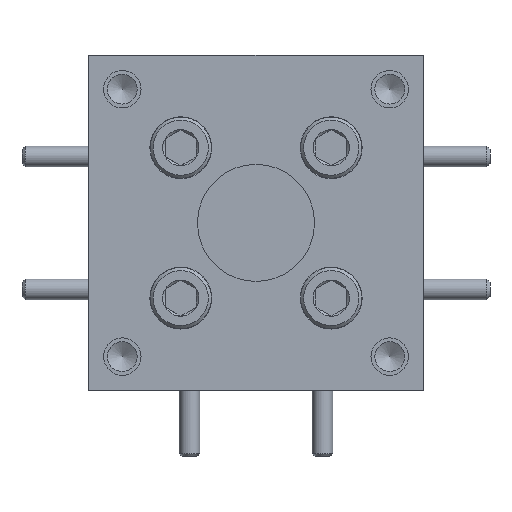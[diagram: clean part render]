
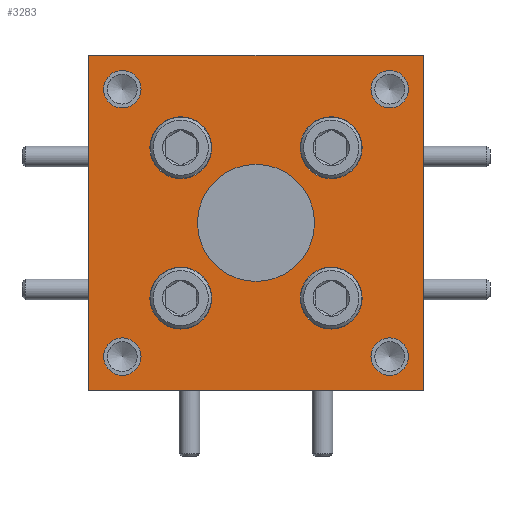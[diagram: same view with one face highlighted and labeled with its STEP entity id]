
A CAD part, front view. The second image highlights one B-rep face of the part: STEP entity #3283.
In plain terms, the highlighted planar face has unit normal (0, -1, 0).
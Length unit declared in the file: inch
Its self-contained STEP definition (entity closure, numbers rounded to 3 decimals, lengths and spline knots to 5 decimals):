
#12 = ORIENTED_EDGE ( 'NONE', *, *, #353, .T. ) ;
#34 = CARTESIAN_POINT ( 'NONE',  ( 0.5, -0.44, 0.5 ) ) ;
#99 = FACE_BOUND ( 'NONE', #5800, .T. ) ;
#160 = ORIENTED_EDGE ( 'NONE', *, *, #5155, .F. ) ;
#241 = DIRECTION ( 'NONE',  ( 1., 0., 0. ) ) ;
#298 = VERTEX_POINT ( 'NONE', #1040 ) ;
#353 = EDGE_CURVE ( 'NONE', #5707, #7915, #7347, .T. ) ;
#416 = EDGE_LOOP ( 'NONE', ( #160 ) ) ;
#432 = CARTESIAN_POINT ( 'NONE',  ( 0.4, -0.44, -0.456 ) ) ;
#456 = EDGE_LOOP ( 'NONE', ( #5092, #7569, #2618, #12 ) ) ;
#620 = AXIS2_PLACEMENT_3D ( 'NONE', #1237, #4696, #6213 ) ;
#655 = FACE_BOUND ( 'NONE', #1308, .T. ) ;
#743 = FACE_BOUND ( 'NONE', #8221, .T. ) ;
#861 = EDGE_LOOP ( 'NONE', ( #7088 ) ) ;
#875 = ORIENTED_EDGE ( 'NONE', *, *, #8629, .F. ) ;
#944 = CARTESIAN_POINT ( 'NONE',  ( -0.5, -0.44, -0.5 ) ) ;
#1040 = CARTESIAN_POINT ( 'NONE',  ( 0.4, -0.44, 0.344 ) ) ;
#1062 = CARTESIAN_POINT ( 'NONE',  ( 0.225, -0.44, 0.1325 ) ) ;
#1218 = VERTEX_POINT ( 'NONE', #9119 ) ;
#1237 = CARTESIAN_POINT ( 'NONE',  ( 0.225, -0.44, 0.225 ) ) ;
#1308 = EDGE_LOOP ( 'NONE', ( #875 ) ) ;
#1344 = FACE_BOUND ( 'NONE', #7425, .T. ) ;
#1391 = FACE_BOUND ( 'NONE', #416, .T. ) ;
#1521 = DIRECTION ( 'NONE',  ( 0., 0., -1. ) ) ;
#1597 = AXIS2_PLACEMENT_3D ( 'NONE', #2474, #5302, #4603 ) ;
#1615 = CARTESIAN_POINT ( 'NONE',  ( 0.4, -0.44, -0.4 ) ) ;
#1753 = VECTOR ( 'NONE', #5655, 39.37008 ) ;
#1816 = DIRECTION ( 'NONE',  ( 0., -1., 0. ) ) ;
#1926 = EDGE_CURVE ( 'NONE', #7242, #7242, #8224, .T. ) ;
#2413 = AXIS2_PLACEMENT_3D ( 'NONE', #6918, #3547, #6361 ) ;
#2449 = EDGE_LOOP ( 'NONE', ( #3576 ) ) ;
#2474 = CARTESIAN_POINT ( 'NONE',  ( -0.225, -0.44, -0.225 ) ) ;
#2488 = EDGE_CURVE ( 'NONE', #5707, #5954, #8874, .T. ) ;
#2523 = VERTEX_POINT ( 'NONE', #8104 ) ;
#2534 = DIRECTION ( 'NONE',  ( 0., 0., -1. ) ) ;
#2538 = AXIS2_PLACEMENT_3D ( 'NONE', #9053, #7022, #1521 ) ;
#2584 = CIRCLE ( 'NONE', #6563, 0.056 ) ;
#2618 = ORIENTED_EDGE ( 'NONE', *, *, #2488, .F. ) ;
#2856 = EDGE_CURVE ( 'NONE', #7374, #7374, #8870, .T. ) ;
#2906 = CARTESIAN_POINT ( 'NONE',  ( -0.5, -0.44, 0.5 ) ) ;
#2923 = ORIENTED_EDGE ( 'NONE', *, *, #6841, .F. ) ;
#2966 = VERTEX_POINT ( 'NONE', #7262 ) ;
#3005 = CIRCLE ( 'NONE', #2413, 0.175 ) ;
#3137 = CARTESIAN_POINT ( 'NONE',  ( -0.4, -0.44, 0.4 ) ) ;
#3283 = ADVANCED_FACE ( 'NONE', ( #99, #655, #8355, #1344, #743, #4157, #1391, #3514, #6973, #7108 ), #6930, .F. ) ;
#3296 = AXIS2_PLACEMENT_3D ( 'NONE', #6525, #8126, #8085 ) ;
#3327 = EDGE_CURVE ( 'NONE', #6085, #6085, #9029, .T. ) ;
#3514 = FACE_BOUND ( 'NONE', #9006, .T. ) ;
#3547 = DIRECTION ( 'NONE',  ( 0., -1., 0. ) ) ;
#3553 = EDGE_CURVE ( 'NONE', #7915, #1218, #5963, .T. ) ;
#3576 = ORIENTED_EDGE ( 'NONE', *, *, #7566, .F. ) ;
#3622 = AXIS2_PLACEMENT_3D ( 'NONE', #3137, #8678, #7432 ) ;
#3731 = AXIS2_PLACEMENT_3D ( 'NONE', #2906, #7752, #7704 ) ;
#3776 = EDGE_CURVE ( 'NONE', #5954, #1218, #6743, .T. ) ;
#3785 = CARTESIAN_POINT ( 'NONE',  ( -0.225, -0.44, -0.3175 ) ) ;
#3883 = VECTOR ( 'NONE', #2534, 39.37008 ) ;
#3948 = CARTESIAN_POINT ( 'NONE',  ( 0.4, -0.44, 0.4 ) ) ;
#3994 = ORIENTED_EDGE ( 'NONE', *, *, #2856, .F. ) ;
#4003 = VERTEX_POINT ( 'NONE', #7554 ) ;
#4157 = FACE_BOUND ( 'NONE', #861, .T. ) ;
#4414 = EDGE_CURVE ( 'NONE', #4003, #4003, #4625, .T. ) ;
#4504 = CIRCLE ( 'NONE', #3622, 0.056 ) ;
#4603 = DIRECTION ( 'NONE',  ( 0., 0., -1. ) ) ;
#4615 = DIRECTION ( 'NONE',  ( 0., -1., 0. ) ) ;
#4625 = CIRCLE ( 'NONE', #3296, 0.056 ) ;
#4636 = DIRECTION ( 'NONE',  ( 1., 0., 0. ) ) ;
#4696 = DIRECTION ( 'NONE',  ( 0., -1., 0. ) ) ;
#4798 = CARTESIAN_POINT ( 'NONE',  ( 0.225, -0.44, -0.225 ) ) ;
#5092 = ORIENTED_EDGE ( 'NONE', *, *, #3553, .T. ) ;
#5155 = EDGE_CURVE ( 'NONE', #2523, #2523, #7402, .T. ) ;
#5163 = EDGE_LOOP ( 'NONE', ( #9080 ) ) ;
#5302 = DIRECTION ( 'NONE',  ( 0., -1., 0. ) ) ;
#5344 = CARTESIAN_POINT ( 'NONE',  ( -0.225, -0.44, 0.1325 ) ) ;
#5350 = ORIENTED_EDGE ( 'NONE', *, *, #8704, .F. ) ;
#5371 = VERTEX_POINT ( 'NONE', #8692 ) ;
#5519 = CIRCLE ( 'NONE', #7873, 0.056 ) ;
#5655 = DIRECTION ( 'NONE',  ( 0., 0., -1. ) ) ;
#5707 = VERTEX_POINT ( 'NONE', #6504 ) ;
#5800 = EDGE_LOOP ( 'NONE', ( #7994 ) ) ;
#5954 = VERTEX_POINT ( 'NONE', #34 ) ;
#5963 = LINE ( 'NONE', #7932, #6087 ) ;
#5969 = CARTESIAN_POINT ( 'NONE',  ( -0.5, -0.44, 0.5 ) ) ;
#6085 = VERTEX_POINT ( 'NONE', #5344 ) ;
#6087 = VECTOR ( 'NONE', #241, 39.37008 ) ;
#6213 = DIRECTION ( 'NONE',  ( 0., 0., -1. ) ) ;
#6361 = DIRECTION ( 'NONE',  ( 0., 0., -1. ) ) ;
#6504 = CARTESIAN_POINT ( 'NONE',  ( -0.5, -0.44, 0.5 ) ) ;
#6525 = CARTESIAN_POINT ( 'NONE',  ( -0.4, -0.44, -0.4 ) ) ;
#6563 = AXIS2_PLACEMENT_3D ( 'NONE', #1615, #4615, #8721 ) ;
#6720 = DIRECTION ( 'NONE',  ( 0., 0., -1. ) ) ;
#6743 = LINE ( 'NONE', #8857, #3883 ) ;
#6837 = DIRECTION ( 'NONE',  ( 0., 0., -1. ) ) ;
#6841 = EDGE_CURVE ( 'NONE', #2966, #2966, #3005, .T. ) ;
#6918 = CARTESIAN_POINT ( 'NONE',  ( 0., -0.44, 0. ) ) ;
#6930 = PLANE ( 'NONE',  #3731 ) ;
#6973 = FACE_BOUND ( 'NONE', #5163, .T. ) ;
#7022 = DIRECTION ( 'NONE',  ( 0., -1., 0. ) ) ;
#7088 = ORIENTED_EDGE ( 'NONE', *, *, #1926, .F. ) ;
#7108 = FACE_OUTER_BOUND ( 'NONE', #456, .T. ) ;
#7242 = VERTEX_POINT ( 'NONE', #3785 ) ;
#7243 = VECTOR ( 'NONE', #4636, 39.37008 ) ;
#7262 = CARTESIAN_POINT ( 'NONE',  ( 0., -0.44, -0.175 ) ) ;
#7347 = LINE ( 'NONE', #5969, #1753 ) ;
#7374 = VERTEX_POINT ( 'NONE', #1062 ) ;
#7402 = CIRCLE ( 'NONE', #9016, 0.0925 ) ;
#7425 = EDGE_LOOP ( 'NONE', ( #5350 ) ) ;
#7432 = DIRECTION ( 'NONE',  ( 0., 0., -1. ) ) ;
#7491 = VERTEX_POINT ( 'NONE', #432 ) ;
#7554 = CARTESIAN_POINT ( 'NONE',  ( -0.4, -0.44, -0.456 ) ) ;
#7566 = EDGE_CURVE ( 'NONE', #298, #298, #5519, .T. ) ;
#7569 = ORIENTED_EDGE ( 'NONE', *, *, #3776, .F. ) ;
#7611 = DIRECTION ( 'NONE',  ( 0., -1., 0. ) ) ;
#7704 = DIRECTION ( 'NONE',  ( 1., 0., 0. ) ) ;
#7752 = DIRECTION ( 'NONE',  ( 0., 1., 0. ) ) ;
#7873 = AXIS2_PLACEMENT_3D ( 'NONE', #3948, #1816, #6720 ) ;
#7915 = VERTEX_POINT ( 'NONE', #944 ) ;
#7932 = CARTESIAN_POINT ( 'NONE',  ( -0.5, -0.44, -0.5 ) ) ;
#7994 = ORIENTED_EDGE ( 'NONE', *, *, #4414, .F. ) ;
#8085 = DIRECTION ( 'NONE',  ( 0., 0., -1. ) ) ;
#8104 = CARTESIAN_POINT ( 'NONE',  ( 0.225, -0.44, -0.3175 ) ) ;
#8126 = DIRECTION ( 'NONE',  ( 0., -1., 0. ) ) ;
#8221 = EDGE_LOOP ( 'NONE', ( #2923 ) ) ;
#8224 = CIRCLE ( 'NONE', #1597, 0.0925 ) ;
#8314 = CARTESIAN_POINT ( 'NONE',  ( -0.5, -0.44, 0.5 ) ) ;
#8355 = FACE_BOUND ( 'NONE', #2449, .T. ) ;
#8629 = EDGE_CURVE ( 'NONE', #7491, #7491, #2584, .T. ) ;
#8678 = DIRECTION ( 'NONE',  ( 0., -1., 0. ) ) ;
#8692 = CARTESIAN_POINT ( 'NONE',  ( -0.4, -0.44, 0.344 ) ) ;
#8704 = EDGE_CURVE ( 'NONE', #5371, #5371, #4504, .T. ) ;
#8721 = DIRECTION ( 'NONE',  ( 0., 0., -1. ) ) ;
#8857 = CARTESIAN_POINT ( 'NONE',  ( 0.5, -0.44, 0.5 ) ) ;
#8870 = CIRCLE ( 'NONE', #620, 0.0925 ) ;
#8874 = LINE ( 'NONE', #8314, #7243 ) ;
#9006 = EDGE_LOOP ( 'NONE', ( #3994 ) ) ;
#9016 = AXIS2_PLACEMENT_3D ( 'NONE', #4798, #7611, #6837 ) ;
#9029 = CIRCLE ( 'NONE', #2538, 0.0925 ) ;
#9053 = CARTESIAN_POINT ( 'NONE',  ( -0.225, -0.44, 0.225 ) ) ;
#9080 = ORIENTED_EDGE ( 'NONE', *, *, #3327, .F. ) ;
#9119 = CARTESIAN_POINT ( 'NONE',  ( 0.5, -0.44, -0.5 ) ) ;
